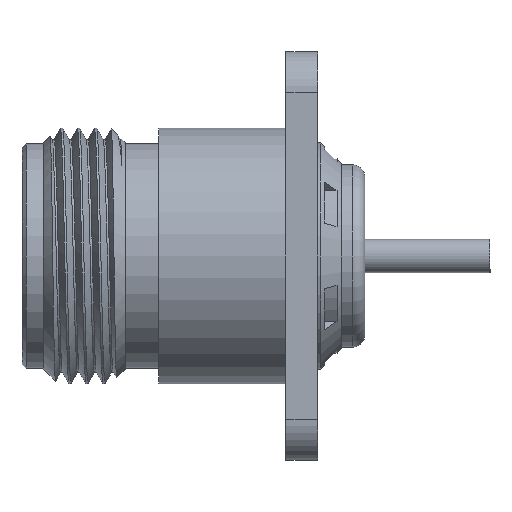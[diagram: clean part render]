
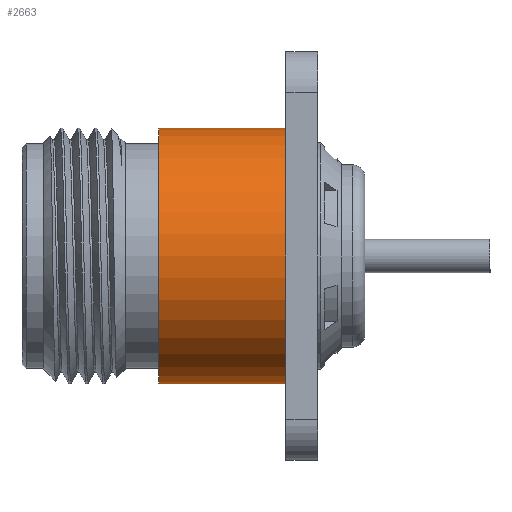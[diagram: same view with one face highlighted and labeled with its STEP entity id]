
A CAD part, left-side view. The second image highlights one B-rep face of the part: STEP entity #2663.
In plain terms, the highlighted cylindrical face has radius 7.938 mm (diameter 15.875 mm), a partial arc.
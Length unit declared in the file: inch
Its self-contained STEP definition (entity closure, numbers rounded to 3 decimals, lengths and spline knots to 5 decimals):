
#7 = CARTESIAN_POINT ( 'NONE',  ( 0., 0.80532, -0.6025 ) ) ;
#322 = LINE ( 'NONE', #3286, #3118 ) ;
#536 = CARTESIAN_POINT ( 'NONE',  ( 0., 0.49462, -0.6025 ) ) ;
#610 = CIRCLE ( 'NONE', #3394, 0.3125 ) ;
#615 = VECTOR ( 'NONE', #3691, 39.37008 ) ;
#1023 = EDGE_CURVE ( 'NONE', #2651, #4336, #322, .T. ) ;
#1329 = ORIENTED_EDGE ( 'NONE', *, *, #3278, .T. ) ;
#1342 = VERTEX_POINT ( 'NONE', #7 ) ;
#1358 = DIRECTION ( 'NONE',  ( 0., -1., 0. ) ) ;
#1489 = CARTESIAN_POINT ( 'NONE',  ( 0., 0.49462, -0.29 ) ) ;
#1508 = DIRECTION ( 'NONE',  ( 0., 1., 0. ) ) ;
#1916 = ORIENTED_EDGE ( 'NONE', *, *, #1023, .F. ) ;
#2218 = EDGE_CURVE ( 'NONE', #1342, #4286, #4665, .T. ) ;
#2226 = ORIENTED_EDGE ( 'NONE', *, *, #2338, .F. ) ;
#2281 = DIRECTION ( 'NONE',  ( 0., 0., 1. ) ) ;
#2338 = EDGE_CURVE ( 'NONE', #1342, #2651, #610, .T. ) ;
#2411 = DIRECTION ( 'NONE',  ( 0., 0., -1. ) ) ;
#2452 = CYLINDRICAL_SURFACE ( 'NONE', #3699, 0.3125 ) ;
#2501 = CARTESIAN_POINT ( 'NONE',  ( 0., 0.80532, -0.29 ) ) ;
#2651 = VERTEX_POINT ( 'NONE', #4032 ) ;
#2663 = ADVANCED_FACE ( 'NONE', ( #3108 ), #2452, .T. ) ;
#2670 = DIRECTION ( 'NONE',  ( 0., 0., 1. ) ) ;
#2857 = EDGE_LOOP ( 'NONE', ( #1916, #2226, #3516, #1329 ) ) ;
#3108 = FACE_OUTER_BOUND ( 'NONE', #2857, .T. ) ;
#3118 = VECTOR ( 'NONE', #1358, 39.37008 ) ;
#3278 = EDGE_CURVE ( 'NONE', #4286, #4336, #4418, .T. ) ;
#3286 = CARTESIAN_POINT ( 'NONE',  ( 0., 0.80532, 0.0225 ) ) ;
#3394 = AXIS2_PLACEMENT_3D ( 'NONE', #3807, #4535, #2670 ) ;
#3397 = CARTESIAN_POINT ( 'NONE',  ( 0., 0.49462, 0.0225 ) ) ;
#3516 = ORIENTED_EDGE ( 'NONE', *, *, #2218, .T. ) ;
#3691 = DIRECTION ( 'NONE',  ( 0., -1., 0. ) ) ;
#3699 = AXIS2_PLACEMENT_3D ( 'NONE', #2501, #4337, #2411 ) ;
#3807 = CARTESIAN_POINT ( 'NONE',  ( 0., 0.80532, -0.29 ) ) ;
#4032 = CARTESIAN_POINT ( 'NONE',  ( 0., 0.80532, 0.0225 ) ) ;
#4266 = AXIS2_PLACEMENT_3D ( 'NONE', #1489, #1508, #2281 ) ;
#4286 = VERTEX_POINT ( 'NONE', #536 ) ;
#4336 = VERTEX_POINT ( 'NONE', #3397 ) ;
#4337 = DIRECTION ( 'NONE',  ( 0., -1., 0. ) ) ;
#4418 = CIRCLE ( 'NONE', #4266, 0.3125 ) ;
#4535 = DIRECTION ( 'NONE',  ( 0., 1., 0. ) ) ;
#4665 = LINE ( 'NONE', #4858, #615 ) ;
#4858 = CARTESIAN_POINT ( 'NONE',  ( 0., 0.80532, -0.6025 ) ) ;
